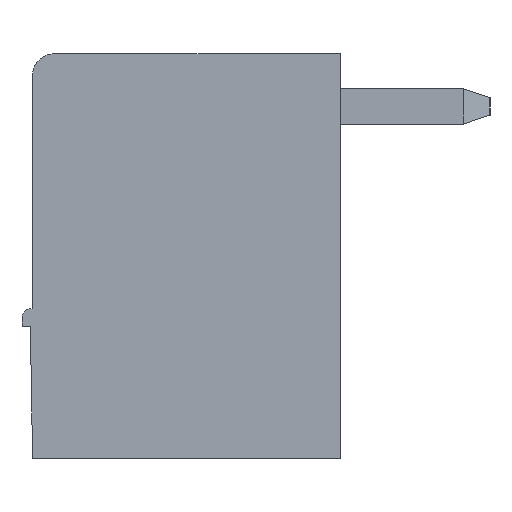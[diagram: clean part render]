
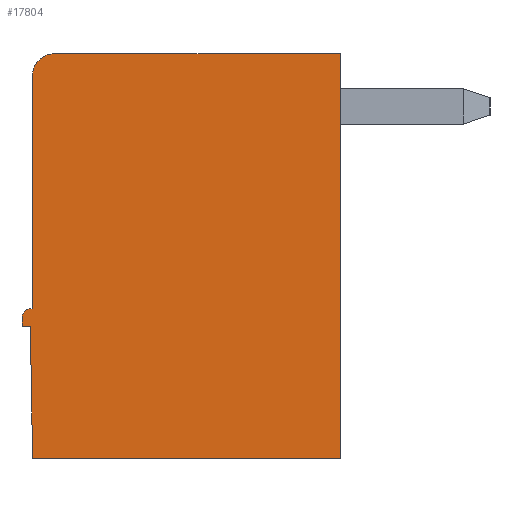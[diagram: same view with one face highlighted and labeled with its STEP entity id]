
A CAD part, left-side view. The second image highlights one B-rep face of the part: STEP entity #17804.
In plain terms, the highlighted planar face has unit normal (-1, 0, 0).
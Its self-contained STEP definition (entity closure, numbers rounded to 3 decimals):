
#2301=DIRECTION('',(0.,-1.,0.));
#2302=VECTOR('',#2301,0.19);
#2303=CARTESIAN_POINT('',(-9.92,7.29,-6.2));
#2304=LINE('',#2303,#2302);
#2309=DIRECTION('',(0.,0.,-1.));
#2310=VECTOR('',#2309,0.2);
#2311=CARTESIAN_POINT('',(-9.92,7.29,-6.));
#2312=LINE('',#2311,#2310);
#2321=DIRECTION('',(0.,1.,0.));
#2322=VECTOR('',#2321,0.04);
#2323=CARTESIAN_POINT('',(-9.92,7.05,
-5.8));
#2324=LINE('',#2323,#2322);
#6364=DIRECTION('',(0.,1.,0.));
#6365=VECTOR('',#6364,7.);
#6366=CARTESIAN_POINT('',(-9.92,0.05,
-9.2));
#6367=LINE('',#6366,#6365);
#6368=DIRECTION('',(0.,0.017,1.));
#6369=VECTOR('',#6368,3.);
#6370=CARTESIAN_POINT('',(-9.92,7.05,
-9.2));
#6371=LINE('',#6370,#6369);
#6372=CARTESIAN_POINT('',(-9.92,7.09,
-6.));
#6373=DIRECTION('',(1.,0.,0.));
#6374=DIRECTION('',(0.,1.,0.));
#6375=AXIS2_PLACEMENT_3D('',#6372,#6373,#6374);
#6377=DIRECTION('',(0.,0.,1.));
#6378=VECTOR('',#6377,5.3);
#6379=CARTESIAN_POINT('',(-9.92,7.05,
-5.8));
#6380=LINE('',#6379,#6378);
#6381=CARTESIAN_POINT('',(-9.92,6.55,
-0.5));
#6382=DIRECTION('',(1.,0.,0.));
#6383=DIRECTION('',(0.,1.,0.));
#6384=AXIS2_PLACEMENT_3D('',#6381,#6382,#6383);
#6386=DIRECTION('',(0.,-1.,0.));
#6387=VECTOR('',#6386,6.5);
#6388=CARTESIAN_POINT('',(-9.92,6.55,
0.));
#6389=LINE('',#6388,#6387);
#6390=DIRECTION('',(0.,0.,-1.));
#6391=VECTOR('',#6390,9.2);
#6392=CARTESIAN_POINT('',(-9.92,0.05,
0.));
#6393=LINE('',#6392,#6391);
#7738=CARTESIAN_POINT('',(-9.92,0.05,
-9.2));
#7739=CARTESIAN_POINT('',(-9.92,7.05,
-9.2));
#7740=VERTEX_POINT('',#7738);
#7741=VERTEX_POINT('',#7739);
#7778=CARTESIAN_POINT('',(-9.92,7.1,-6.2));
#7779=VERTEX_POINT('',#7778);
#7780=CARTESIAN_POINT('',(-9.92,7.29,-6.2));
#7781=VERTEX_POINT('',#7780);
#7782=CARTESIAN_POINT('',(-9.92,7.29,-6.));
#7783=VERTEX_POINT('',#7782);
#7784=CARTESIAN_POINT('',(-9.92,7.09,
-5.8));
#7785=VERTEX_POINT('',#7784);
#7786=CARTESIAN_POINT('',(-9.92,7.05,
-5.8));
#7787=VERTEX_POINT('',#7786);
#7788=CARTESIAN_POINT('',(-9.92,7.05,
-0.5));
#7789=VERTEX_POINT('',#7788);
#7790=CARTESIAN_POINT('',(-9.92,6.55,
0.));
#7791=VERTEX_POINT('',#7790);
#7792=CARTESIAN_POINT('',(-9.92,0.05,
0.));
#7793=VERTEX_POINT('',#7792);
#17787=CARTESIAN_POINT('',(-9.92,0.,0.));
#17788=DIRECTION('',(1.,0.,0.));
#17789=DIRECTION('',(0.,0.,-1.));
#17790=AXIS2_PLACEMENT_3D('',#17787,#17788,#17789);
#17791=PLANE('',#17790);
#17792=ORIENTED_EDGE('',*,*,#8928,.T.);
#17793=ORIENTED_EDGE('',*,*,#11860,.T.);
#17794=ORIENTED_EDGE('',*,*,#11875,.F.);
#17795=ORIENTED_EDGE('',*,*,#11890,.F.);
#17796=ORIENTED_EDGE('',*,*,#11905,.T.);
#17797=ORIENTED_EDGE('',*,*,#11920,.F.);
#17798=ORIENTED_EDGE('',*,*,#11935,.T.);
#17799=ORIENTED_EDGE('',*,*,#11950,.T.);
#17800=ORIENTED_EDGE('',*,*,#11965,.T.);
#17801=ORIENTED_EDGE('',*,*,#11979,.T.);
#17802=EDGE_LOOP('',(#17792,#17793,#17794,#17795,#17796,#17797,#17798,#17799,
#17800,#17801));
#17803=FACE_OUTER_BOUND('',#17802,.F.);
#6376=CIRCLE('',#6375,0.2);
#6385=CIRCLE('',#6384,0.5);
#8928=EDGE_CURVE('',#7740,#7741,#6367,.T.);
#11860=EDGE_CURVE('',#7741,#7779,#6371,.T.);
#11875=EDGE_CURVE('',#7781,#7779,#2304,.T.);
#11890=EDGE_CURVE('',#7783,#7781,#2312,.T.);
#11905=EDGE_CURVE('',#7783,#7785,#6376,.T.);
#11920=EDGE_CURVE('',#7787,#7785,#2324,.T.);
#11935=EDGE_CURVE('',#7787,#7789,#6380,.T.);
#11950=EDGE_CURVE('',#7789,#7791,#6385,.T.);
#11965=EDGE_CURVE('',#7791,#7793,#6389,.T.);
#11979=EDGE_CURVE('',#7793,#7740,#6393,.T.);
#17804=ADVANCED_FACE('',(#17803),#17791,.F.);
